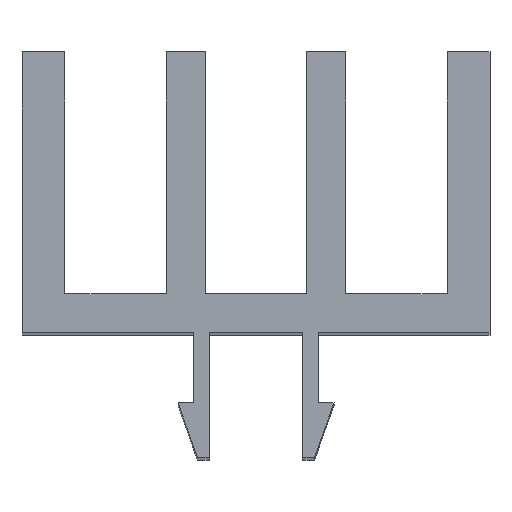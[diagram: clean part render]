
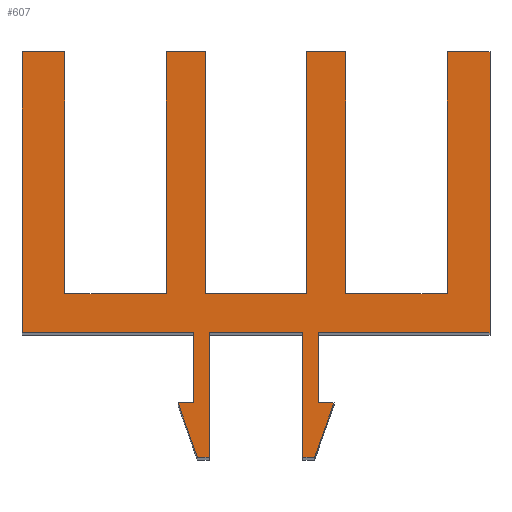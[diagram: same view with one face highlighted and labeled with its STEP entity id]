
A CAD part, top view. The second image highlights one B-rep face of the part: STEP entity #607.
In plain terms, the highlighted planar face has unit normal (0, 0, 1).
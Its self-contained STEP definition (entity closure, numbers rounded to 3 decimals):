
#41=FACE_OUTER_BOUND($,#71,.T.);
#71=EDGE_LOOP($,(#493,#494,#495,#496,#497,#498,#499,#500,#501,#502,#503,
#504,#505,#506,#507,#508,#509,#510,#511,#512,#513,#514,#515,#516,#517,#518,
#519,#520));
#73=LINE($,#792,#157);
#77=LINE($,#800,#161);
#80=LINE($,#806,#164);
#83=LINE($,#812,#167);
#86=LINE($,#818,#170);
#89=LINE($,#824,#173);
#92=LINE($,#830,#176);
#95=LINE($,#836,#179);
#98=LINE($,#842,#182);
#101=LINE($,#848,#185);
#104=LINE($,#854,#188);
#107=LINE($,#860,#191);
#110=LINE($,#866,#194);
#113=LINE($,#872,#197);
#116=LINE($,#878,#200);
#119=LINE($,#884,#203);
#122=LINE($,#890,#206);
#125=LINE($,#896,#209);
#128=LINE($,#902,#212);
#131=LINE($,#908,#215);
#134=LINE($,#914,#218);
#137=LINE($,#920,#221);
#140=LINE($,#926,#224);
#143=LINE($,#932,#227);
#146=LINE($,#938,#230);
#149=LINE($,#944,#233);
#152=LINE($,#950,#236);
#155=LINE($,#955,#239);
#157=VECTOR($,#646,18.);
#161=VECTOR($,#652,2.75);
#164=VECTOR($,#657,15.5);
#167=VECTOR($,#662,6.5);
#170=VECTOR($,#667,15.5);
#173=VECTOR($,#672,2.5);
#176=VECTOR($,#677,15.5);
#179=VECTOR($,#682,6.5);
#182=VECTOR($,#687,15.5);
#185=VECTOR($,#692,2.5);
#188=VECTOR($,#697,15.5);
#191=VECTOR($,#702,6.5);
#194=VECTOR($,#707,15.5);
#197=VECTOR($,#712,2.75);
#200=VECTOR($,#717,18.);
#203=VECTOR($,#722,11.);
#206=VECTOR($,#727,4.5);
#209=VECTOR($,#732,1.);
#212=VECTOR($,#737,3.717);
#215=VECTOR($,#742,0.75);
#218=VECTOR($,#747,8.);
#221=VECTOR($,#752,6.);
#224=VECTOR($,#757,8.);
#227=VECTOR($,#762,0.75);
#230=VECTOR($,#767,3.717);
#233=VECTOR($,#772,1.);
#236=VECTOR($,#777,4.5);
#239=VECTOR($,#782,11.);
#241=VERTEX_POINT($,#790);
#242=VERTEX_POINT($,#791);
#245=VERTEX_POINT($,#799);
#247=VERTEX_POINT($,#805);
#249=VERTEX_POINT($,#811);
#251=VERTEX_POINT($,#817);
#253=VERTEX_POINT($,#823);
#255=VERTEX_POINT($,#829);
#257=VERTEX_POINT($,#835);
#259=VERTEX_POINT($,#841);
#261=VERTEX_POINT($,#847);
#263=VERTEX_POINT($,#853);
#265=VERTEX_POINT($,#859);
#267=VERTEX_POINT($,#865);
#269=VERTEX_POINT($,#871);
#271=VERTEX_POINT($,#877);
#273=VERTEX_POINT($,#883);
#275=VERTEX_POINT($,#889);
#277=VERTEX_POINT($,#895);
#279=VERTEX_POINT($,#901);
#281=VERTEX_POINT($,#907);
#283=VERTEX_POINT($,#913);
#285=VERTEX_POINT($,#919);
#287=VERTEX_POINT($,#925);
#289=VERTEX_POINT($,#931);
#291=VERTEX_POINT($,#937);
#293=VERTEX_POINT($,#943);
#295=VERTEX_POINT($,#949);
#297=EDGE_CURVE($,#241,#242,#73,.T.);
#301=EDGE_CURVE($,#242,#245,#77,.T.);
#304=EDGE_CURVE($,#245,#247,#80,.T.);
#307=EDGE_CURVE($,#247,#249,#83,.T.);
#310=EDGE_CURVE($,#249,#251,#86,.T.);
#313=EDGE_CURVE($,#251,#253,#89,.T.);
#316=EDGE_CURVE($,#253,#255,#92,.T.);
#319=EDGE_CURVE($,#255,#257,#95,.T.);
#322=EDGE_CURVE($,#257,#259,#98,.T.);
#325=EDGE_CURVE($,#259,#261,#101,.T.);
#328=EDGE_CURVE($,#261,#263,#104,.T.);
#331=EDGE_CURVE($,#263,#265,#107,.T.);
#334=EDGE_CURVE($,#265,#267,#110,.T.);
#337=EDGE_CURVE($,#267,#269,#113,.T.);
#340=EDGE_CURVE($,#269,#271,#116,.T.);
#343=EDGE_CURVE($,#271,#273,#119,.T.);
#346=EDGE_CURVE($,#273,#275,#122,.T.);
#349=EDGE_CURVE($,#275,#277,#125,.T.);
#352=EDGE_CURVE($,#277,#279,#128,.T.);
#355=EDGE_CURVE($,#279,#281,#131,.T.);
#358=EDGE_CURVE($,#281,#283,#134,.T.);
#361=EDGE_CURVE($,#283,#285,#137,.T.);
#364=EDGE_CURVE($,#285,#287,#140,.T.);
#367=EDGE_CURVE($,#287,#289,#143,.T.);
#370=EDGE_CURVE($,#289,#291,#146,.T.);
#373=EDGE_CURVE($,#291,#293,#149,.T.);
#376=EDGE_CURVE($,#293,#295,#152,.T.);
#379=EDGE_CURVE($,#295,#241,#155,.T.);
#493=ORIENTED_EDGE($,*,*,#340,.F.);
#494=ORIENTED_EDGE($,*,*,#337,.F.);
#495=ORIENTED_EDGE($,*,*,#334,.F.);
#496=ORIENTED_EDGE($,*,*,#331,.F.);
#497=ORIENTED_EDGE($,*,*,#328,.F.);
#498=ORIENTED_EDGE($,*,*,#325,.F.);
#499=ORIENTED_EDGE($,*,*,#322,.F.);
#500=ORIENTED_EDGE($,*,*,#319,.F.);
#501=ORIENTED_EDGE($,*,*,#316,.F.);
#502=ORIENTED_EDGE($,*,*,#313,.F.);
#503=ORIENTED_EDGE($,*,*,#310,.F.);
#504=ORIENTED_EDGE($,*,*,#307,.F.);
#505=ORIENTED_EDGE($,*,*,#304,.F.);
#506=ORIENTED_EDGE($,*,*,#301,.F.);
#507=ORIENTED_EDGE($,*,*,#297,.F.);
#508=ORIENTED_EDGE($,*,*,#379,.F.);
#509=ORIENTED_EDGE($,*,*,#376,.F.);
#510=ORIENTED_EDGE($,*,*,#373,.F.);
#511=ORIENTED_EDGE($,*,*,#370,.F.);
#512=ORIENTED_EDGE($,*,*,#367,.F.);
#513=ORIENTED_EDGE($,*,*,#364,.F.);
#514=ORIENTED_EDGE($,*,*,#361,.F.);
#515=ORIENTED_EDGE($,*,*,#358,.F.);
#516=ORIENTED_EDGE($,*,*,#355,.F.);
#517=ORIENTED_EDGE($,*,*,#352,.F.);
#518=ORIENTED_EDGE($,*,*,#349,.F.);
#519=ORIENTED_EDGE($,*,*,#346,.F.);
#520=ORIENTED_EDGE($,*,*,#343,.F.);
#577=PLANE($,#640);
#607=ADVANCED_FACE($,(#41),#577,.T.);
#640=AXIS2_PLACEMENT_3D($,#957,#784,#785);
#646=DIRECTION($,(0.,1.,0.));
#652=DIRECTION($,(1.,0.,0.));
#657=DIRECTION($,(0.,-1.,0.));
#662=DIRECTION($,(1.,0.,0.));
#667=DIRECTION($,(0.,1.,0.));
#672=DIRECTION($,(1.,0.,0.));
#677=DIRECTION($,(0.,-1.,0.));
#682=DIRECTION($,(1.,0.,0.));
#687=DIRECTION($,(0.,1.,0.));
#692=DIRECTION($,(1.,0.,0.));
#697=DIRECTION($,(0.,-1.,0.));
#702=DIRECTION($,(1.,0.,0.));
#707=DIRECTION($,(0.,1.,0.));
#712=DIRECTION($,(1.,0.,0.));
#717=DIRECTION($,(0.,-1.,0.));
#722=DIRECTION($,(-1.,0.,0.));
#727=DIRECTION($,(0.,-1.,0.));
#732=DIRECTION($,(1.,0.,0.));
#737=DIRECTION($,(-0.336,-0.942,0.));
#742=DIRECTION($,(-1.,0.,0.));
#747=DIRECTION($,(0.,1.,0.));
#752=DIRECTION($,(-1.,0.,0.));
#757=DIRECTION($,(0.,-1.,0.));
#762=DIRECTION($,(-1.,0.,0.));
#767=DIRECTION($,(-0.336,0.942,0.));
#772=DIRECTION($,(1.,0.,0.));
#777=DIRECTION($,(0.,1.,0.));
#782=DIRECTION($,(-1.,0.,0.));
#784=DIRECTION('center_axis',(0.,0.,1.));
#785=DIRECTION('ref_axis',(1.,0.,0.));
#790=CARTESIAN_POINT('',(-15.,0.,100.));
#791=CARTESIAN_POINT('',(-15.,18.,100.));
#792=CARTESIAN_POINT($,(-15.,2.5,100.));
#799=CARTESIAN_POINT('',(-12.25,18.,100.));
#800=CARTESIAN_POINT($,(-7.5,18.,100.));
#805=CARTESIAN_POINT('',(-12.25,2.5,100.));
#806=CARTESIAN_POINT($,(-12.25,11.5,100.));
#811=CARTESIAN_POINT('',(-5.75,2.5,100.));
#812=CARTESIAN_POINT($,(-6.125,2.5,100.));
#817=CARTESIAN_POINT('',(-5.75,18.,100.));
#818=CARTESIAN_POINT($,(-5.75,3.75,100.));
#823=CARTESIAN_POINT('',(-3.25,18.,100.));
#824=CARTESIAN_POINT($,(-2.875,18.,100.));
#829=CARTESIAN_POINT('',(-3.25,2.5,100.));
#830=CARTESIAN_POINT($,(-3.25,11.5,100.));
#835=CARTESIAN_POINT('',(3.25,2.5,100.));
#836=CARTESIAN_POINT($,(-1.625,2.5,100.));
#841=CARTESIAN_POINT('',(3.25,18.,100.));
#842=CARTESIAN_POINT($,(3.25,3.75,100.));
#847=CARTESIAN_POINT('',(5.75,18.,100.));
#848=CARTESIAN_POINT($,(1.625,18.,100.));
#853=CARTESIAN_POINT('',(5.75,2.5,100.));
#854=CARTESIAN_POINT($,(5.75,11.5,100.));
#859=CARTESIAN_POINT('',(12.25,2.5,100.));
#860=CARTESIAN_POINT($,(2.875,2.5,100.));
#865=CARTESIAN_POINT('',(12.25,18.,100.));
#866=CARTESIAN_POINT($,(12.25,3.75,100.));
#871=CARTESIAN_POINT('',(15.,18.,100.));
#872=CARTESIAN_POINT($,(6.125,18.,100.));
#877=CARTESIAN_POINT('',(15.,0.,100.));
#878=CARTESIAN_POINT($,(15.,11.5,100.));
#883=CARTESIAN_POINT('',(4.,0.,100.));
#884=CARTESIAN_POINT($,(7.5,0.,100.));
#889=CARTESIAN_POINT('',(4.,-4.5,100.));
#890=CARTESIAN_POINT($,(4.,2.5,100.));
#895=CARTESIAN_POINT('',(5.,-4.5,100.));
#896=CARTESIAN_POINT($,(2.,-4.5,100.));
#901=CARTESIAN_POINT('',(3.75,-8.,100.));
#902=CARTESIAN_POINT($,(6.222,-1.079,100.));
#907=CARTESIAN_POINT('',(3.,-8.,100.));
#908=CARTESIAN_POINT($,(1.875,-8.,100.));
#913=CARTESIAN_POINT('',(3.,0.,100.));
#914=CARTESIAN_POINT($,(3.,-1.5,100.));
#919=CARTESIAN_POINT('',(-3.,0.,100.));
#920=CARTESIAN_POINT($,(1.5,0.,100.));
#925=CARTESIAN_POINT('',(-3.,-8.,100.));
#926=CARTESIAN_POINT($,(-3.,2.5,100.));
#931=CARTESIAN_POINT('',(-3.75,-8.,100.));
#932=CARTESIAN_POINT($,(-1.5,-8.,100.));
#937=CARTESIAN_POINT('',(-5.,-4.5,100.));
#938=CARTESIAN_POINT($,(-5.597,-2.829,100.));
#943=CARTESIAN_POINT('',(-4.,-4.5,100.));
#944=CARTESIAN_POINT($,(-2.5,-4.5,100.));
#949=CARTESIAN_POINT('',(-4.,0.,100.));
#950=CARTESIAN_POINT($,(-4.,0.25,100.));
#955=CARTESIAN_POINT($,(-2.,0.,100.));
#957=CARTESIAN_POINT('Origin',(0.,5.,100.));
